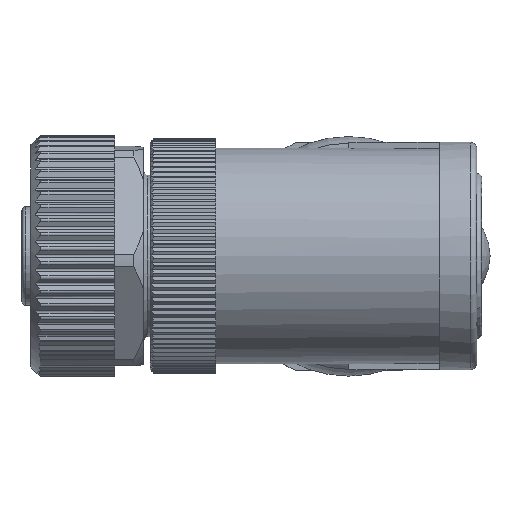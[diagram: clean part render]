
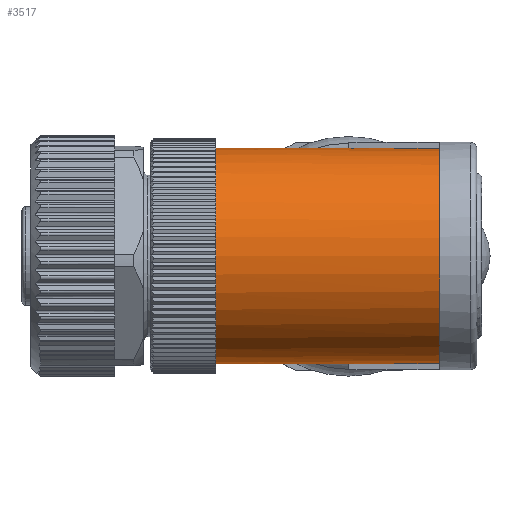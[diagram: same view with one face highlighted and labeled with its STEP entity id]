
A CAD part, top view. The second image highlights one B-rep face of the part: STEP entity #3517.
In plain terms, the highlighted cylindrical face has radius 9 mm (diameter 18 mm), a full revolution.
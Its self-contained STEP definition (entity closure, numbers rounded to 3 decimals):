
#106=CYLINDRICAL_SURFACE('',#13266,9.);
#385=B_SPLINE_CURVE_WITH_KNOTS('',3,(#18081,#18082,#18083,#18084,#18085,
#18086,#18087,#18088,#18089,#18090,#18091,#18092,#18093,#18094),
 .UNSPECIFIED.,.F.,.F.,(4,2,2,2,2,2,4),(0.,0.25,0.375,0.5,0.625,0.75,1.),
 .UNSPECIFIED.);
#3499=ELLIPSE('',#13248,68.99,9.);
#3502=ELLIPSE('',#13264,68.99,9.);
#3517=ADVANCED_FACE('',(#4638,#4639),#106,.T.);
#4638=FACE_BOUND('',#4767,.T.);
#4639=FACE_BOUND('',#4768,.T.);
#4767=EDGE_LOOP('',(#5578));
#4768=EDGE_LOOP('',(#5579,#5580,#5581,#5582,#5583,#5584));
#5578=ORIENTED_EDGE('',*,*,#10788,.F.);
#5579=ORIENTED_EDGE('',*,*,#10781,.F.);
#5580=ORIENTED_EDGE('',*,*,#10789,.F.);
#5581=ORIENTED_EDGE('',*,*,#10779,.F.);
#5582=ORIENTED_EDGE('',*,*,#10790,.T.);
#5583=ORIENTED_EDGE('',*,*,#10791,.T.);
#5584=ORIENTED_EDGE('',*,*,#10773,.T.);
#9477=VERTEX_POINT('',#18032);
#9478=VERTEX_POINT('',#18033);
#9483=VERTEX_POINT('',#18044);
#9484=VERTEX_POINT('',#18046);
#9485=VERTEX_POINT('',#18050);
#9489=VERTEX_POINT('',#18080);
#9490=VERTEX_POINT('',#18096);
#10773=EDGE_CURVE('',#9477,#9478,#3499,.T.);
#10779=EDGE_CURVE('',#9483,#9484,#12733,.T.);
#10781=EDGE_CURVE('',#9485,#9478,#12735,.T.);
#10788=EDGE_CURVE('',#9489,#9489,#12740,.T.);
#10789=EDGE_CURVE('',#9484,#9485,#385,.T.);
#10790=EDGE_CURVE('',#9483,#9490,#3502,.T.);
#10791=EDGE_CURVE('',#9490,#9477,#12741,.T.);
#12733=CIRCLE('',#13252,9.);
#12735=CIRCLE('',#13255,9.);
#12740=CIRCLE('',#13263,9.);
#12741=CIRCLE('',#13265,9.);
#13248=AXIS2_PLACEMENT_3D('',#18031,#14512,#14513);
#13252=AXIS2_PLACEMENT_3D('',#18045,#14523,#14524);
#13255=AXIS2_PLACEMENT_3D('',#18049,#14529,#14530);
#13263=AXIS2_PLACEMENT_3D('',#18079,#14545,#14546);
#13264=AXIS2_PLACEMENT_3D('',#18095,#14547,#14548);
#13265=AXIS2_PLACEMENT_3D('',#18097,#14549,#14550);
#13266=AXIS2_PLACEMENT_3D('',#18098,#14551,#14552);
#14512=DIRECTION('',(-0.13,0.,0.991));
#14513=DIRECTION('',(0.991,0.,0.13));
#14523=DIRECTION('',(1.,0.,0.));
#14524=DIRECTION('',(0.,0.,1.));
#14529=DIRECTION('',(1.,0.,0.));
#14530=DIRECTION('',(0.,0.,1.));
#14545=DIRECTION('',(-1.,0.,0.));
#14546=DIRECTION('',(0.,0.,-1.));
#14547=DIRECTION('',(-0.13,0.,0.991));
#14548=DIRECTION('',(0.991,0.,0.13));
#14549=DIRECTION('',(-1.,0.,0.));
#14550=DIRECTION('',(0.,0.,1.));
#14551=DIRECTION('',(1.,0.,0.));
#14552=DIRECTION('',(0.,0.,-1.));
#18031=CARTESIAN_POINT('',(18.2,0.,0.));
#18032=CARTESIAN_POINT('',(22.,8.986,0.5));
#18033=CARTESIAN_POINT('',(14.4,8.986,-0.5));
#18044=CARTESIAN_POINT('',(14.4,-8.986,-0.5));
#18045=CARTESIAN_POINT('',(14.4,0.,0.));
#18046=CARTESIAN_POINT('',(14.4,-8.689,-2.344));
#18049=CARTESIAN_POINT('',(14.4,0.,0.));
#18050=CARTESIAN_POINT('',(14.4,8.689,-2.344));
#18079=CARTESIAN_POINT('',(3.3,0.,0.));
#18080=CARTESIAN_POINT('',(3.3,0.,-9.));
#18081=CARTESIAN_POINT('',(14.4,-8.689,-2.344));
#18082=CARTESIAN_POINT('',(12.346,-8.301,-3.783));
#18083=CARTESIAN_POINT('',(10.348,-7.537,-5.266));
#18084=CARTESIAN_POINT('',(7.707,-5.481,-7.201));
#18085=CARTESIAN_POINT('',(6.89,-4.636,-7.794));
#18086=CARTESIAN_POINT('',(5.643,-2.598,-8.688));
#18087=CARTESIAN_POINT('',(5.208,-1.34,-8.993));
#18088=CARTESIAN_POINT('',(5.189,1.247,-9.007));
#18089=CARTESIAN_POINT('',(5.605,2.515,-8.715));
#18090=CARTESIAN_POINT('',(6.85,4.591,-7.823));
#18091=CARTESIAN_POINT('',(7.665,5.439,-7.231));
#18092=CARTESIAN_POINT('',(10.281,7.501,-5.315));
#18093=CARTESIAN_POINT('',(12.346,8.301,-3.783));
#18094=CARTESIAN_POINT('',(14.4,8.689,-2.344));
#18095=CARTESIAN_POINT('',(18.2,0.,0.));
#18096=CARTESIAN_POINT('',(22.,-8.986,0.5));
#18097=CARTESIAN_POINT('',(22.,0.,0.));
#18098=CARTESIAN_POINT('',(0.,0.,0.));
